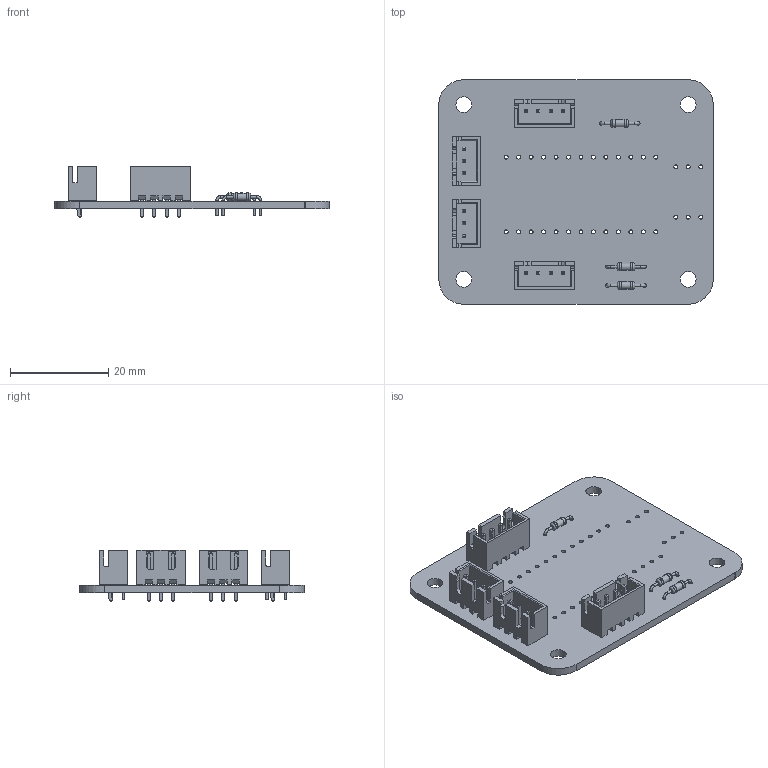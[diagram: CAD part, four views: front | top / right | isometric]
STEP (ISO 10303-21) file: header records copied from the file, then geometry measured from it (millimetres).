
FILE_DESCRIPTION(('KiCad electronic assembly'),'2;1');
FILE_NAME('TOF_Button KB2040.step','2025-01-15T18:03:11',('Pcbnew'),( 'Kicad'),'Open CASCADE STEP processor 7.8','KiCad to STEP converter' ,'Unknown');
FILE_SCHEMA(('AUTOMOTIVE_DESIGN { 1 0 10303 214 1 1 1 1 }'));
Length unit declared in the file: millimetre
Products named in the file (8): TOF_Button KB2040 1; R_Axial_DIN0204_L3.6mm_D1.6mm_P7.62mm_Horizontal; R_Axial_DIN0204_L36mm_D16mm_P762mm_Horizontal; JST_XH_B3B-XH-A_1x03_P2.50mm_Vertical; JST_B3B_XH_A; JST_XH_B4B-XH-A_1x04_P2.50mm_Vertical; JST_B4B_XH_A; TOF_Button KB2040_PCB
Assembly tree (11 placements, depth 3):
  TOF_Button KB2040 1
    R_Axial_DIN0204_L3.6mm_D1.6mm_P7.62mm_Horizontal  x3
      R_Axial_DIN0204_L36mm_D16mm_P762mm_Horizontal
    JST_XH_B3B-XH-A_1x03_P2.50mm_Vertical  x2
      JST_B3B_XH_A
    JST_XH_B4B-XH-A_1x04_P2.50mm_Vertical  x2
      JST_B4B_XH_A
    TOF_Button KB2040_PCB
Bounding box: 55.88 x 45.72 x 10.4 mm (x, y, z)
Volume: 4881.4 mm3; surface area: 7961.1 mm2
Topology: 8 solids, 8 shells, 636 faces, 1634 edges, 1054 vertices
Faces by surface type: plane 527, cylinder 97, torus 12
Full cylindrical faces by diameter (mm): 0.5 x12, 0.7 x6, 0.8 x32, 0.95 x14, 1.44 x3, 1.6 x6, 3.2 x4
Entity records: 12791 total; most frequent: CARTESIAN_POINT 1846, ORIENTED_EDGE 1808, DIRECTION 1772, EDGE_CURVE 904, LINE 748, VECTOR 748, VERTEX_POINT 586, AXIS2_PLACEMENT_3D 512
